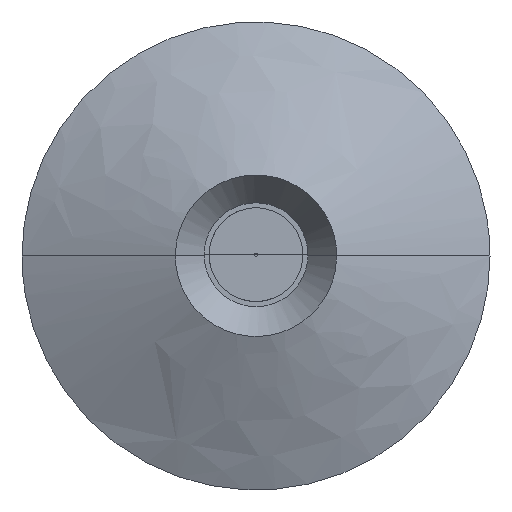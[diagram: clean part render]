
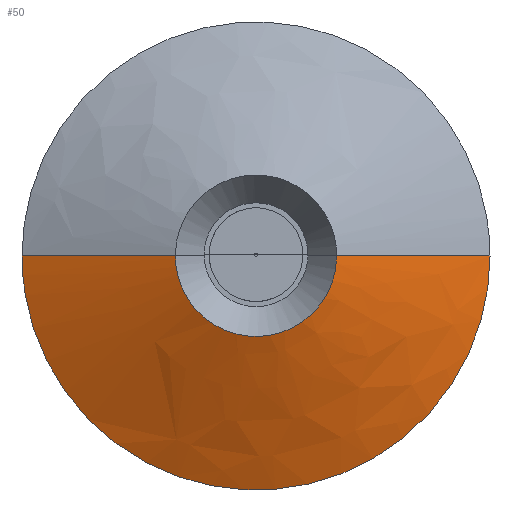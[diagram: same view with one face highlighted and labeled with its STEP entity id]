
A CAD part, top view. The second image highlights one B-rep face of the part: STEP entity #50.
In plain terms, the highlighted free-form (B-spline) face has degree [2, 1] with [5, 2] control points.
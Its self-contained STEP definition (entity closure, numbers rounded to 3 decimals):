
#19=(
BOUNDED_SURFACE()
B_SPLINE_SURFACE(2,1,((#641,#642),(#643,#644),(#645,#646),(#647,#648),(#649,
#650)),.UNSPECIFIED.,.F.,.F.,.F.)
B_SPLINE_SURFACE_WITH_KNOTS((3,2,3),(2,2),(942.478,1413.717,
1884.956),(0.,283.517),.UNSPECIFIED.)
GEOMETRIC_REPRESENTATION_ITEM()
RATIONAL_B_SPLINE_SURFACE(((1.,1.),(0.707,0.707),
(1.,1.),(0.707,0.707),(1.,1.)))
REPRESENTATION_ITEM('')
SURFACE()
);
#50=ADVANCED_FACE('',(#71),#19,.T.);
#71=FACE_OUTER_BOUND('',#92,.T.);
#92=EDGE_LOOP('',(#146,#147,#148,#149));
#146=ORIENTED_EDGE('',*,*,#212,.T.);
#147=ORIENTED_EDGE('',*,*,#209,.T.);
#148=ORIENTED_EDGE('',*,*,#210,.T.);
#149=ORIENTED_EDGE('',*,*,#211,.F.);
#209=EDGE_CURVE('',#302,#303,#244,.T.);
#210=EDGE_CURVE('',#303,#305,#269,.T.);
#211=EDGE_CURVE('',#304,#305,#245,.T.);
#212=EDGE_CURVE('',#304,#302,#270,.T.);
#244=B_SPLINE_CURVE_WITH_KNOTS('',1,(#660,#661),.UNSPECIFIED.,.F.,.F.,(2,
2),(0.,283.517),.UNSPECIFIED.);
#245=B_SPLINE_CURVE_WITH_KNOTS('',1,(#667,#668),.UNSPECIFIED.,.F.,.F.,(2,
2),(0.,283.517),.UNSPECIFIED.);
#269=(
BOUNDED_CURVE()
B_SPLINE_CURVE(2,(#662,#663,#664,#665,#666),.UNSPECIFIED.,.F.,.F.)
B_SPLINE_CURVE_WITH_KNOTS((3,2,3),(-1884.956,-1413.717,
-942.478),.UNSPECIFIED.)
CURVE()
GEOMETRIC_REPRESENTATION_ITEM()
RATIONAL_B_SPLINE_CURVE((1.,0.707,1.,0.707,1.))
REPRESENTATION_ITEM('')
);
#270=(
BOUNDED_CURVE()
B_SPLINE_CURVE(2,(#669,#670,#671,#672,#673),.UNSPECIFIED.,.F.,.F.)
B_SPLINE_CURVE_WITH_KNOTS((3,2,3),(942.478,1413.717,1884.956),
 .UNSPECIFIED.)
CURVE()
GEOMETRIC_REPRESENTATION_ITEM()
RATIONAL_B_SPLINE_CURVE((1.,0.707,1.,0.707,1.))
REPRESENTATION_ITEM('')
);
#302=VERTEX_POINT('',#651);
#303=VERTEX_POINT('',#652);
#304=VERTEX_POINT('',#653);
#305=VERTEX_POINT('',#654);
#641=CARTESIAN_POINT('',(-40.133,0.,183.48));
#642=CARTESIAN_POINT('',(-300.,0.,70.118));
#643=CARTESIAN_POINT('',(-40.133,-40.133,183.48));
#644=CARTESIAN_POINT('',(-300.,-300.,70.118));
#645=CARTESIAN_POINT('',(0.,-40.133,183.48));
#646=CARTESIAN_POINT('',(0.,-300.,70.118));
#647=CARTESIAN_POINT('',(40.133,-40.133,183.48));
#648=CARTESIAN_POINT('',(300.,-300.,70.118));
#649=CARTESIAN_POINT('',(40.133,0.,183.48));
#650=CARTESIAN_POINT('',(300.,0.,70.118));
#651=CARTESIAN_POINT('',(40.133,0.,183.48));
#652=CARTESIAN_POINT('',(300.,0.,70.118));
#653=CARTESIAN_POINT('',(-40.133,0.,183.48));
#654=CARTESIAN_POINT('',(-300.,0.,70.118));
#660=CARTESIAN_POINT('',(40.133,0.,183.48));
#661=CARTESIAN_POINT('',(300.,0.,70.118));
#662=CARTESIAN_POINT('',(300.,0.,70.118));
#663=CARTESIAN_POINT('',(300.,-300.,70.118));
#664=CARTESIAN_POINT('',(0.,-300.,70.118));
#665=CARTESIAN_POINT('',(-300.,-300.,70.118));
#666=CARTESIAN_POINT('',(-300.,0.,70.118));
#667=CARTESIAN_POINT('',(-40.133,0.,183.48));
#668=CARTESIAN_POINT('',(-300.,0.,70.118));
#669=CARTESIAN_POINT('',(-40.133,0.,183.48));
#670=CARTESIAN_POINT('',(-40.133,-40.133,183.48));
#671=CARTESIAN_POINT('',(0.,-40.133,183.48));
#672=CARTESIAN_POINT('',(40.133,-40.133,183.48));
#673=CARTESIAN_POINT('',(40.133,0.,183.48));
